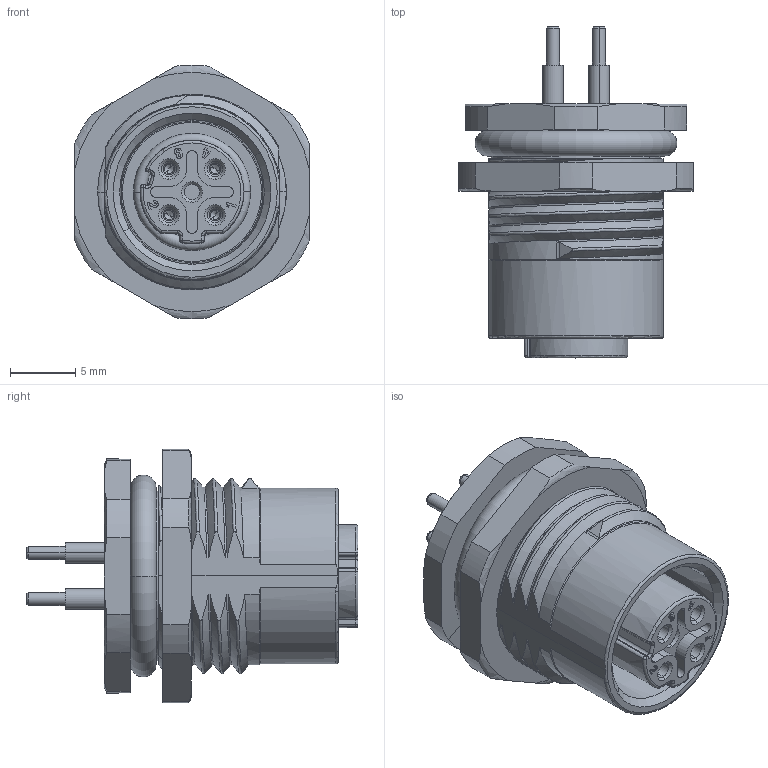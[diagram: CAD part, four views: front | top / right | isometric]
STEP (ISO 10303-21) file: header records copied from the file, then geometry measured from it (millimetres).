
FILE_DESCRIPTION((''),'2;1');
FILE_NAME('2','2017-09-22T',('ch.chen'),(''),'PRO/ENGINEER BY PARAMETRIC TECHNOLOGY CORPORATION, 2012480','PRO/ENGINEER BY PARAMETRIC TECHNOLOGY CORPORATION, 2012480','');
FILE_SCHEMA(('AUTOMOTIVE_DESIGN { 1 0 10303 214 1 1 1 1 }'));
Length unit declared in the file: millimetre
Products named in the file (1): 2
Bounding box: 18 x 25.5 x 19.5 mm (x, y, z)
Volume: 2835 mm3; surface area: 3052.5 mm2
Topology: 1 solids, 1 shells, 418 faces, 1234 edges, 829 vertices
Faces by surface type: plane 119, cylinder 104, cone 81, extrusion 42, bspline 37, torus 31, sphere 4
Entity records: 17334 total; most frequent: CARTESIAN_POINT 6570, ORIENTED_EDGE 2444, DIRECTION 1984, EDGE_CURVE 1222, VERTEX_POINT 829, AXIS2_PLACEMENT_3D 767, VECTOR 450, EDGE_LOOP 449
